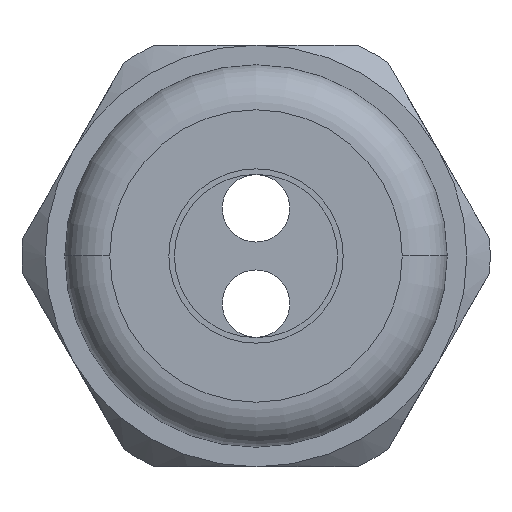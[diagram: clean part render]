
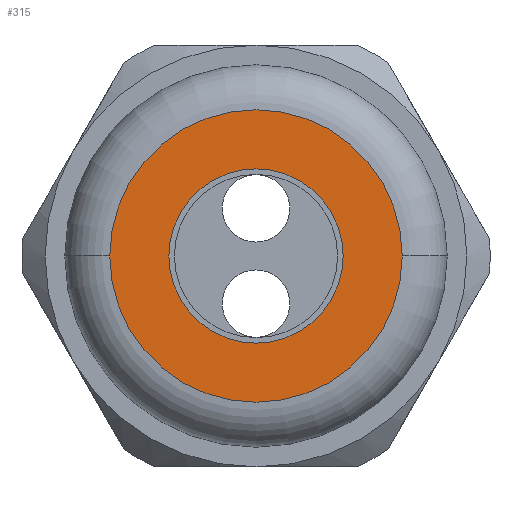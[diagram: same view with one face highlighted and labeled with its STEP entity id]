
A CAD part, left-side view. The second image highlights one B-rep face of the part: STEP entity #315.
In plain terms, the highlighted planar face has unit normal (-1, 0, 0).
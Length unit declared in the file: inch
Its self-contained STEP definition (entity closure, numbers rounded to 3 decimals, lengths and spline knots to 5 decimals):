
#303 = ORIENTED_EDGE ( 'NONE', *, *, #562, .T. ) ;
#306 = EDGE_LOOP ( 'NONE', ( #303, #308 ) ) ;
#308 = ORIENTED_EDGE ( 'NONE', *, *, #329, .T. ) ;
#315 = ADVANCED_FACE ( 'NONE', ( #2317, #2372 ), #2371, .T. ) ;
#324 = ORIENTED_EDGE ( 'NONE', *, *, #655, .T. ) ;
#326 = EDGE_LOOP ( 'NONE', ( #328, #324 ) ) ;
#327 = EDGE_CURVE ( 'NONE', #656, #615, #2355, .T. ) ;
#328 = ORIENTED_EDGE ( 'NONE', *, *, #327, .T. ) ;
#329 = EDGE_CURVE ( 'NONE', #576, #563, #2350, .T. ) ;
#562 = EDGE_CURVE ( 'NONE', #563, #576, #2775, .T. ) ;
#563 = VERTEX_POINT ( 'NONE', #2770 ) ;
#576 = VERTEX_POINT ( 'NONE', #2755 ) ;
#615 = VERTEX_POINT ( 'NONE', #2863 ) ;
#655 = EDGE_CURVE ( 'NONE', #615, #656, #2909, .T. ) ;
#656 = VERTEX_POINT ( 'NONE', #2904 ) ;
#2317 = FACE_OUTER_BOUND ( 'NONE', #306, .T. ) ;
#2346 = DIRECTION ( 'NONE',  ( 0., -1., 0. ) ) ;
#2347 = DIRECTION ( 'NONE',  ( -1., 0., 0. ) ) ;
#2348 = CARTESIAN_POINT ( 'NONE',  ( -1.18, 0., 0. ) ) ;
#2349 = AXIS2_PLACEMENT_3D ( 'NONE', #2348, #2347, #2346 ) ;
#2350 = CIRCLE ( 'NONE', #2349, 0.26 ) ;
#2351 = DIRECTION ( 'NONE',  ( 0., 1., 0. ) ) ;
#2352 = DIRECTION ( 'NONE',  ( 1., 0., 0. ) ) ;
#2353 = CARTESIAN_POINT ( 'NONE',  ( -1.18, 0., 0. ) ) ;
#2354 = AXIS2_PLACEMENT_3D ( 'NONE', #2353, #2352, #2351 ) ;
#2355 = CIRCLE ( 'NONE', #2354, 0.155 ) ;
#2366 = DIRECTION ( 'NONE',  ( 0., -1., 0. ) ) ;
#2367 = DIRECTION ( 'NONE',  ( -1., 0., 0. ) ) ;
#2368 = CARTESIAN_POINT ( 'NONE',  ( -1.18, 0.34, 0. ) ) ;
#2370 = AXIS2_PLACEMENT_3D ( 'NONE', #2368, #2367, #2366 ) ;
#2371 = PLANE ( 'NONE',  #2370 ) ;
#2372 = FACE_BOUND ( 'NONE', #326, .T. ) ;
#2755 = CARTESIAN_POINT ( 'NONE',  ( -1.18, 0.26, 0. ) ) ;
#2770 = CARTESIAN_POINT ( 'NONE',  ( -1.18, -0.26, 0. ) ) ;
#2771 = DIRECTION ( 'NONE',  ( 0., -1., 0. ) ) ;
#2772 = DIRECTION ( 'NONE',  ( -1., 0., 0. ) ) ;
#2773 = CARTESIAN_POINT ( 'NONE',  ( -1.18, 0., 0. ) ) ;
#2774 = AXIS2_PLACEMENT_3D ( 'NONE', #2773, #2772, #2771 ) ;
#2775 = CIRCLE ( 'NONE', #2774, 0.26 ) ;
#2863 = CARTESIAN_POINT ( 'NONE',  ( -1.18, -0.155, 0. ) ) ;
#2904 = CARTESIAN_POINT ( 'NONE',  ( -1.18, 0.155, 0. ) ) ;
#2905 = DIRECTION ( 'NONE',  ( 0., 1., 0. ) ) ;
#2906 = DIRECTION ( 'NONE',  ( 1., 0., 0. ) ) ;
#2907 = CARTESIAN_POINT ( 'NONE',  ( -1.18, 0., 0. ) ) ;
#2908 = AXIS2_PLACEMENT_3D ( 'NONE', #2907, #2906, #2905 ) ;
#2909 = CIRCLE ( 'NONE', #2908, 0.155 ) ;
